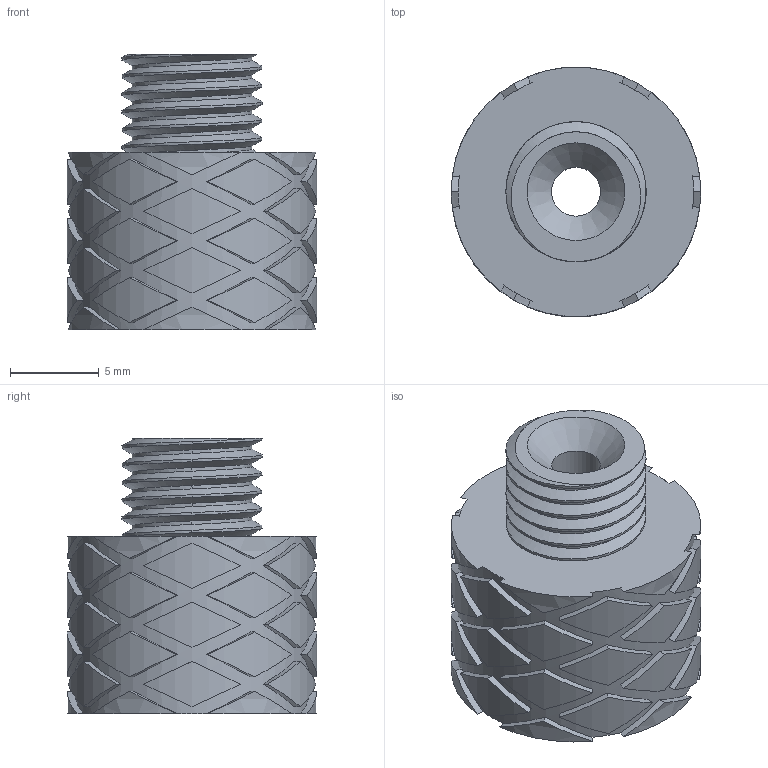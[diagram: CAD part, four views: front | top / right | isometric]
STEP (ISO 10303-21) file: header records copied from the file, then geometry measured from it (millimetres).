
FILE_DESCRIPTION(/* description */ (''),/* implementation_level */ '2;1');
FILE_NAME(/* name */ 'PPE_Shrader_C02_REX_Bypass_Gun_Aerosol_TIP_v1.0.step',/* time_stamp */ '2024-02-15T15:54:33-05:00',/* author */ (''),/* organization */ (''),/* preprocessor_version */ 'ST-DEVELOPER v20',/* originating_system */ 'Autodesk Translation Framework v12.20.1.177',/* authorisation */ '');
FILE_SCHEMA (('AUTOMOTIVE_DESIGN { 1 0 10303 214 3 1 1 }'));
Length unit declared in the file: millimetre
Products named in the file (1): PPE_Shrader_C02_REX_Bypass_Gun_Aerosol_TIP_v1.0
Bounding box: 14.05 x 14.05 x 15.5 mm (x, y, z)
Volume: 1580.5 mm3; surface area: 1255.5 mm2
Topology: 1 solids, 1 shells, 219 faces, 557 edges, 369 vertices
Faces by surface type: bspline 146, cylinder 58, plane 12, cone 3
Full cylindrical faces by diameter (mm): 2.75 x1, 3 x1, 6.744 x2, 7.884 x3, 13.25 x1
Entity records: 9682 total; most frequent: CARTESIAN_POINT 5662, ORIENTED_EDGE 1114, EDGE_CURVE 557, B_SPLINE_CURVE_WITH_KNOTS 462, VERTEX_POINT 369, DIRECTION 280, EDGE_LOOP 250, FACE_OUTER_BOUND 219
